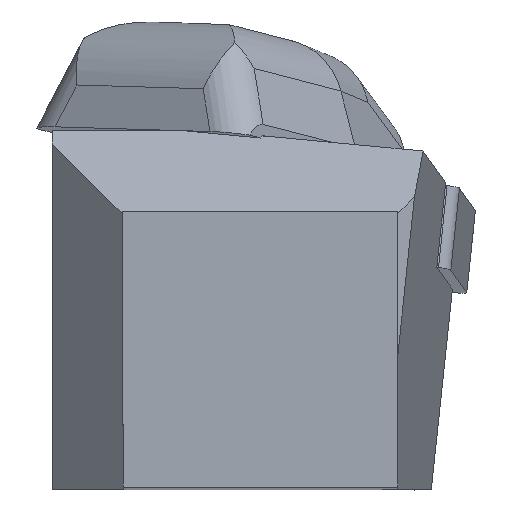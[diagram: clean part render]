
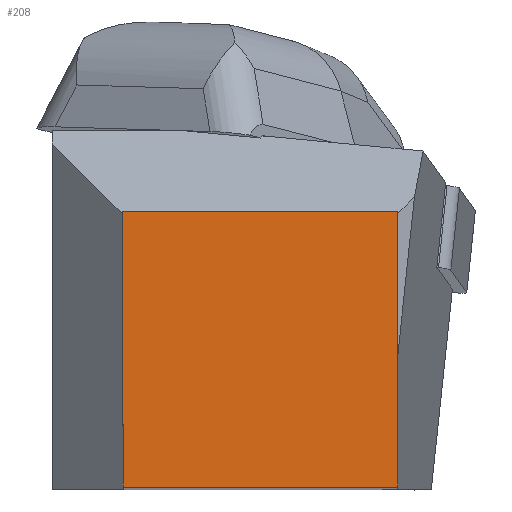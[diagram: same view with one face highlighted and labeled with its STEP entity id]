
A CAD part, top view. The second image highlights one B-rep face of the part: STEP entity #208.
In plain terms, the highlighted planar face has unit normal (0, 0, 1).
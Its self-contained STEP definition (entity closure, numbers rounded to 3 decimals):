
#142=FACE_OUTER_BOUND('',#623,.T.);
#208=ADVANCED_FACE('BLANK_BOXF006',(#142),#268,.F.);
#268=PLANE('',#1462);
#358=LINE('',#2098,#500);
#367=LINE('',#2114,#509);
#368=LINE('',#2116,#510);
#369=LINE('',#2118,#511);
#500=VECTOR('',#1665,1.);
#509=VECTOR('',#1678,1.);
#510=VECTOR('',#1679,1.);
#511=VECTOR('',#1680,1.);
#623=EDGE_LOOP('',(#789,#790,#791,#792));
#789=ORIENTED_EDGE('',*,*,#1231,.T.);
#790=ORIENTED_EDGE('',*,*,#1232,.T.);
#791=ORIENTED_EDGE('',*,*,#1233,.T.);
#792=ORIENTED_EDGE('',*,*,#1222,.T.);
#1087=VERTEX_POINT('',#2097);
#1088=VERTEX_POINT('',#2099);
#1093=VERTEX_POINT('',#2115);
#1094=VERTEX_POINT('',#2117);
#1222=EDGE_CURVE('',#1088,#1087,#358,.T.);
#1231=EDGE_CURVE('',#1087,#1093,#367,.T.);
#1232=EDGE_CURVE('',#1093,#1094,#368,.T.);
#1233=EDGE_CURVE('',#1094,#1088,#369,.T.);
#1462=AXIS2_PLACEMENT_3D('',#2119,#1681,#1682);
#1665=DIRECTION('',(1.,0.,0.));
#1678=DIRECTION('',(0.,1.,0.));
#1679=DIRECTION('',(-1.,0.,0.));
#1680=DIRECTION('',(0.004,-1.,0.));
#1681=DIRECTION('',(0.,0.,-1.));
#1682=DIRECTION('',(1.,0.,0.));
#2097=CARTESIAN_POINT('',(15.875,0.,0.));
#2098=CARTESIAN_POINT('',(-113.35,0.,0.));
#2099=CARTESIAN_POINT('',(0.069,0.,0.));
#2114=CARTESIAN_POINT('',(15.875,-113.35,0.));
#2115=CARTESIAN_POINT('',(15.875,15.875,0.));
#2116=CARTESIAN_POINT('',(113.35,15.875,0.));
#2117=CARTESIAN_POINT('',(0.,15.875,0.));
#2118=CARTESIAN_POINT('',(-0.425,113.349,0.));
#2119=CARTESIAN_POINT('',(32.35,-5.,0.));
